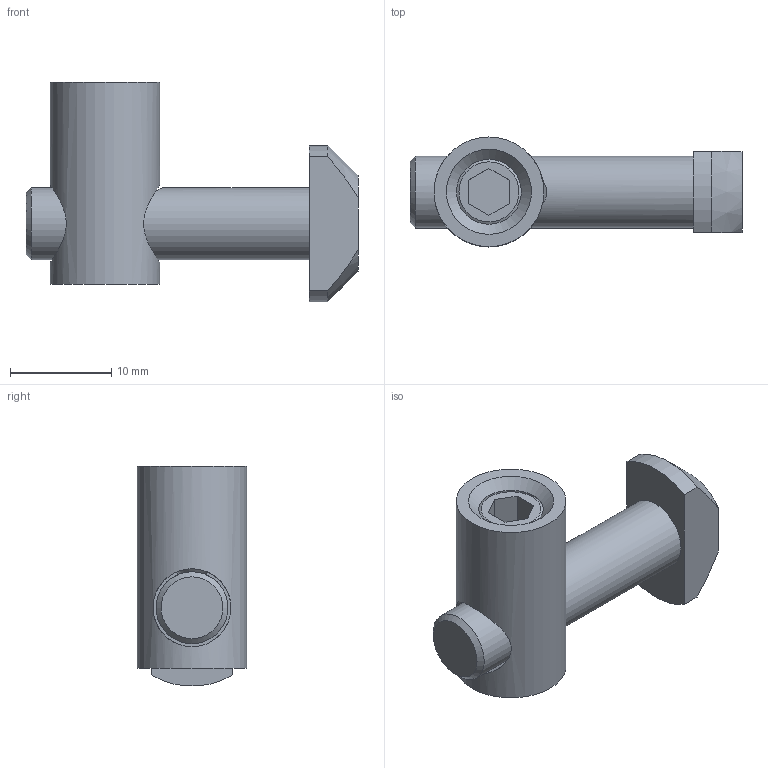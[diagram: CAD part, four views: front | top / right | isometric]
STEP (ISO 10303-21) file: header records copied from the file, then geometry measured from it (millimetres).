
FILE_DESCRIPTION(/* description */ (''),/* implementation_level */ '2;1');
FILE_NAME(/* name */ '482535459_Schnellspannverbinder_D11_DB11.stp',/* time_stamp */ '2023-01-23T11:30:27+01:00',/* author */ ('Praktikant'),/* organization */ (''),/* preprocessor_version */ 'ST-DEVELOPER v17.2',/* originating_system */ 'Autodesk Inventor 2019',/* authorisation */ '');
FILE_SCHEMA (('AUTOMOTIVE_DESIGN { 1 0 10303 214 3 1 1 }'));
Length unit declared in the file: millimetre
Products named in the file (1): 482535459_Schnellspannverbinder_D11_DB11_Shrinkwrap_1
Bounding box: 32.8 x 10.85 x 21.73 mm (x, y, z)
Volume: 2916.5 mm3; surface area: 2508.2 mm2
Topology: 3 solids, 3 shells, 30 faces, 78 edges, 55 vertices
Faces by surface type: plane 16, cylinder 7, cone 7
Full cylindrical faces by diameter (mm): 6.4 x1, 7.1 x1, 7.7 x1, 8 x1, 10.85 x1
Entity records: 1159 total; most frequent: CARTESIAN_POINT 324, DIRECTION 157, ORIENTED_EDGE 154, EDGE_CURVE 77, AXIS2_PLACEMENT_3D 60, VERTEX_POINT 55, LINE 37, VECTOR 37
